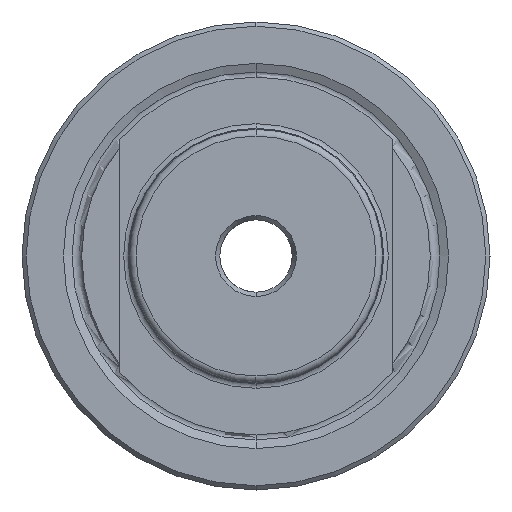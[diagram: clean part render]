
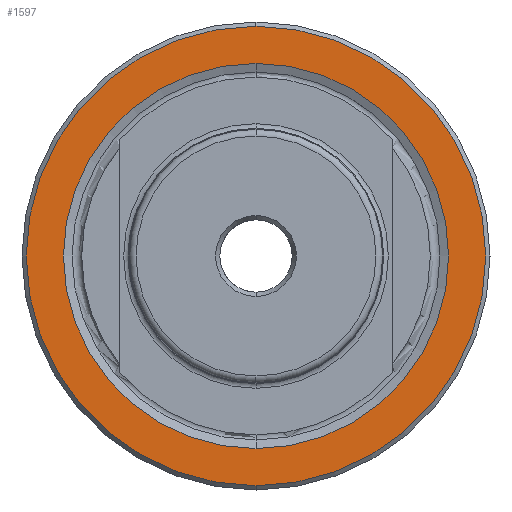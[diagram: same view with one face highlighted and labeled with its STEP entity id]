
A CAD part, left-side view. The second image highlights one B-rep face of the part: STEP entity #1597.
In plain terms, the highlighted planar face has unit normal (-1, 0, 0).
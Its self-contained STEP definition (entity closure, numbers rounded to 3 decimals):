
#36 = DIRECTION ( 'NONE',  ( 0., 0., 1. ) ) ;
#46 = DIRECTION ( 'NONE',  ( -1., 0., 0. ) ) ;
#86 = CARTESIAN_POINT ( 'NONE',  ( 30., 0., 0. ) ) ;
#108 = DIRECTION ( 'NONE',  ( 0., 0., 1. ) ) ;
#363 = VERTEX_POINT ( 'NONE', #457 ) ;
#378 = AXIS2_PLACEMENT_3D ( 'NONE', #1515, #1593, #1608 ) ;
#457 = CARTESIAN_POINT ( 'NONE',  ( 30., 0., 27. ) ) ;
#517 = EDGE_LOOP ( 'NONE', ( #3006, #2751 ) ) ;
#541 = AXIS2_PLACEMENT_3D ( 'NONE', #1697, #1643, #1606 ) ;
#591 = CARTESIAN_POINT ( 'NONE',  ( 30., 0., -27. ) ) ;
#646 = VERTEX_POINT ( 'NONE', #3081 ) ;
#780 = DIRECTION ( 'NONE',  ( -1., 0., 0. ) ) ;
#907 = CIRCLE ( 'NONE', #2464, 22.632 ) ;
#935 = EDGE_CURVE ( 'NONE', #363, #3894, #3430, .T. ) ;
#1151 = CARTESIAN_POINT ( 'NONE',  ( 30., 0., 0. ) ) ;
#1168 = AXIS2_PLACEMENT_3D ( 'NONE', #1151, #780, #108 ) ;
#1394 = FACE_OUTER_BOUND ( 'NONE', #3576, .T. ) ;
#1422 = FACE_BOUND ( 'NONE', #517, .T. ) ;
#1515 = CARTESIAN_POINT ( 'NONE',  ( 30., 0., 22.632 ) ) ;
#1581 = PLANE ( 'NONE',  #378 ) ;
#1593 = DIRECTION ( 'NONE',  ( 1., 0., 0. ) ) ;
#1597 = ADVANCED_FACE ( 'NONE', ( #1422, #1394 ), #1581, .F. ) ;
#1600 = VERTEX_POINT ( 'NONE', #1639 ) ;
#1606 = DIRECTION ( 'NONE',  ( 0., 0., 1. ) ) ;
#1608 = DIRECTION ( 'NONE',  ( 0., 0., -1. ) ) ;
#1639 = CARTESIAN_POINT ( 'NONE',  ( 30., 0., 22.632 ) ) ;
#1643 = DIRECTION ( 'NONE',  ( -1., 0., 0. ) ) ;
#1697 = CARTESIAN_POINT ( 'NONE',  ( 30., 0., 0. ) ) ;
#2292 = DIRECTION ( 'NONE',  ( 0., 0., 1. ) ) ;
#2304 = DIRECTION ( 'NONE',  ( -1., 0., 0. ) ) ;
#2464 = AXIS2_PLACEMENT_3D ( 'NONE', #2776, #2304, #2292 ) ;
#2568 = AXIS2_PLACEMENT_3D ( 'NONE', #86, #46, #36 ) ;
#2646 = ORIENTED_EDGE ( 'NONE', *, *, #935, .T. ) ;
#2751 = ORIENTED_EDGE ( 'NONE', *, *, #3984, .F. ) ;
#2776 = CARTESIAN_POINT ( 'NONE',  ( 30., 0., 0. ) ) ;
#3006 = ORIENTED_EDGE ( 'NONE', *, *, #3265, .F. ) ;
#3081 = CARTESIAN_POINT ( 'NONE',  ( 30., 0., -22.632 ) ) ;
#3263 = ORIENTED_EDGE ( 'NONE', *, *, #3819, .T. ) ;
#3265 = EDGE_CURVE ( 'NONE', #1600, #646, #907, .T. ) ;
#3430 = CIRCLE ( 'NONE', #1168, 27. ) ;
#3576 = EDGE_LOOP ( 'NONE', ( #3263, #2646 ) ) ;
#3604 = CIRCLE ( 'NONE', #2568, 22.632 ) ;
#3776 = CIRCLE ( 'NONE', #541, 27. ) ;
#3819 = EDGE_CURVE ( 'NONE', #3894, #363, #3776, .T. ) ;
#3894 = VERTEX_POINT ( 'NONE', #591 ) ;
#3984 = EDGE_CURVE ( 'NONE', #646, #1600, #3604, .T. ) ;
